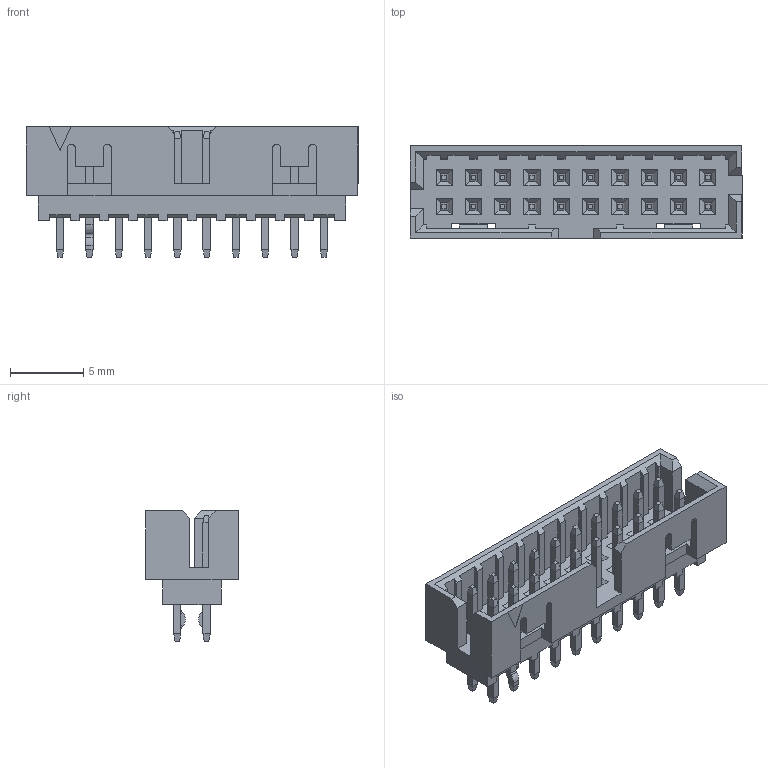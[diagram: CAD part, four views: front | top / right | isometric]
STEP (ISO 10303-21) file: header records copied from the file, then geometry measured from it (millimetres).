
FILE_DESCRIPTION( ('This file contains a STEP AP42 implementation' ,'as created by ZW3D STEP Interface translator.') ,'2;1' );
FILE_NAME( '3121-XXSXXBK00X2.stp' ,'2312 5.1152 4', (''), ('ZWCAD Software Co.'), 'Version 1.0', 'ZW3D to STEP translator', '' );
FILE_SCHEMA(('AUTOMOTIVE_DESIGN { 1 0 10303 214 1 1 1 1 }'));
Length unit declared in the file: millimetre
Products named in the file (1): 0
Bounding box: 22.65 x 6.31 x 8.9 mm (x, y, z)
Volume: 396.6 mm3; surface area: 1111.1 mm2
Topology: 1 solids, 1 shells, 727 faces, 1730 edges, 1022 vertices
Faces by surface type: plane 709, cylinder 16, bspline 2
Entity records: 20967 total; most frequent: CARTESIAN_POINT 3990, ORIENTED_EDGE 3460, DIRECTION 3046, EDGE_CURVE 1730, VECTOR 1530, LINE 1530, VERTEX_POINT 1022, AXIS2_PLACEMENT_3D 758
